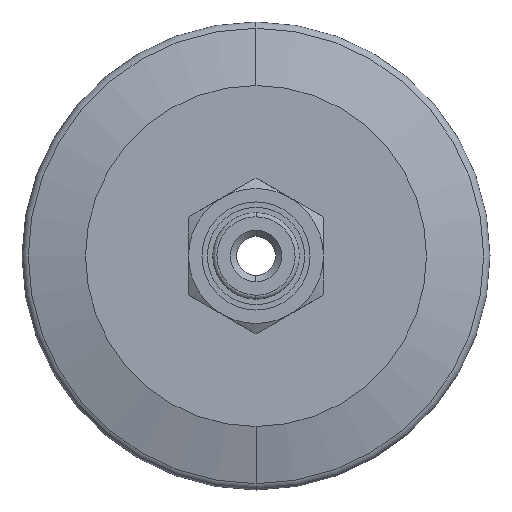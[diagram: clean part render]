
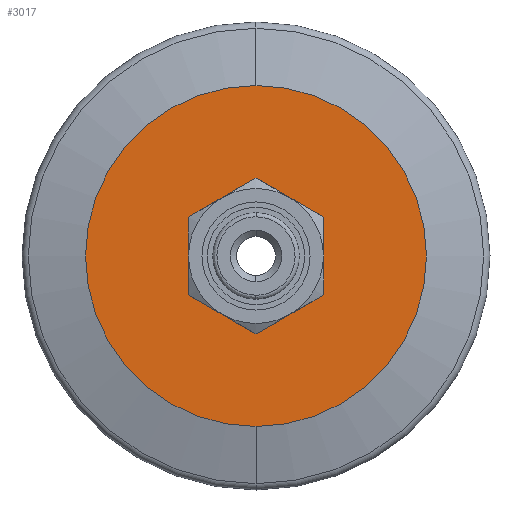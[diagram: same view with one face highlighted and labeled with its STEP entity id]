
A CAD part, left-side view. The second image highlights one B-rep face of the part: STEP entity #3017.
In plain terms, the highlighted planar face has unit normal (-1, 0, 0).
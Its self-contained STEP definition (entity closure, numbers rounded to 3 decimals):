
#40 = ORIENTED_EDGE ( 'NONE', *, *, #1683, .F. ) ;
#283 = CARTESIAN_POINT ( 'NONE',  ( 0., 0., -4.45 ) ) ;
#348 = VERTEX_POINT ( 'NONE', #1412 ) ;
#551 = CARTESIAN_POINT ( 'NONE',  ( 0., 0., 0. ) ) ;
#554 = CARTESIAN_POINT ( 'NONE',  ( 0., 0., 0. ) ) ;
#698 = EDGE_CURVE ( 'NONE', #761, #2053, #1503, .T. ) ;
#717 = DIRECTION ( 'NONE',  ( 1., 0., 0. ) ) ;
#761 = VERTEX_POINT ( 'NONE', #2386 ) ;
#806 = DIRECTION ( 'NONE',  ( 1., 0., 0. ) ) ;
#821 = DIRECTION ( 'NONE',  ( -1., 0., 0. ) ) ;
#836 = DIRECTION ( 'NONE',  ( 0., 0., -1. ) ) ;
#837 = DIRECTION ( 'NONE',  ( 0., 0., 1. ) ) ;
#903 = EDGE_LOOP ( 'NONE', ( #2326, #2768 ) ) ;
#973 = FACE_OUTER_BOUND ( 'NONE', #903, .T. ) ;
#1066 = PLANE ( 'NONE',  #3079 ) ;
#1412 = CARTESIAN_POINT ( 'NONE',  ( 0., 0., 4.45 ) ) ;
#1503 = CIRCLE ( 'NONE', #3284, 20.035 ) ;
#1626 = CIRCLE ( 'NONE', #2992, 4.45 ) ;
#1683 = EDGE_CURVE ( 'NONE', #348, #2009, #3091, .T. ) ;
#1956 = ORIENTED_EDGE ( 'NONE', *, *, #3478, .F. ) ;
#2009 = VERTEX_POINT ( 'NONE', #283 ) ;
#2053 = VERTEX_POINT ( 'NONE', #3053 ) ;
#2098 = CARTESIAN_POINT ( 'NONE',  ( 0., 0., 0. ) ) ;
#2326 = ORIENTED_EDGE ( 'NONE', *, *, #698, .F. ) ;
#2351 = CIRCLE ( 'NONE', #3353, 20.035 ) ;
#2372 = DIRECTION ( 'NONE',  ( 0., 0., -1. ) ) ;
#2386 = CARTESIAN_POINT ( 'NONE',  ( 0., 0., -20.035 ) ) ;
#2452 = CARTESIAN_POINT ( 'NONE',  ( 0., 0., 20.035 ) ) ;
#2472 = CARTESIAN_POINT ( 'NONE',  ( 0., 0., 0. ) ) ;
#2488 = DIRECTION ( 'NONE',  ( 1., 0., 0. ) ) ;
#2490 = DIRECTION ( 'NONE',  ( -1., 0., 0. ) ) ;
#2730 = DIRECTION ( 'NONE',  ( 0., 0., -1. ) ) ;
#2746 = DIRECTION ( 'NONE',  ( 0., 0., 1. ) ) ;
#2768 = ORIENTED_EDGE ( 'NONE', *, *, #3523, .F. ) ;
#2992 = AXIS2_PLACEMENT_3D ( 'NONE', #2472, #821, #2746 ) ;
#2993 = FACE_BOUND ( 'NONE', #3186, .T. ) ;
#3017 = ADVANCED_FACE ( 'NONE', ( #2993, #973 ), #1066, .F. ) ;
#3053 = CARTESIAN_POINT ( 'NONE',  ( 0., 0., 20.035 ) ) ;
#3079 = AXIS2_PLACEMENT_3D ( 'NONE', #2452, #806, #2730 ) ;
#3091 = CIRCLE ( 'NONE', #3181, 4.45 ) ;
#3181 = AXIS2_PLACEMENT_3D ( 'NONE', #554, #2490, #837 ) ;
#3186 = EDGE_LOOP ( 'NONE', ( #40, #1956 ) ) ;
#3284 = AXIS2_PLACEMENT_3D ( 'NONE', #2098, #717, #2372 ) ;
#3353 = AXIS2_PLACEMENT_3D ( 'NONE', #551, #2488, #836 ) ;
#3478 = EDGE_CURVE ( 'NONE', #2009, #348, #1626, .T. ) ;
#3523 = EDGE_CURVE ( 'NONE', #2053, #761, #2351, .T. ) ;
